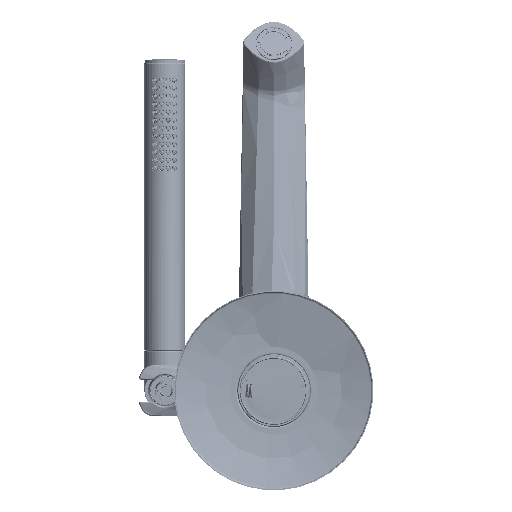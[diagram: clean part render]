
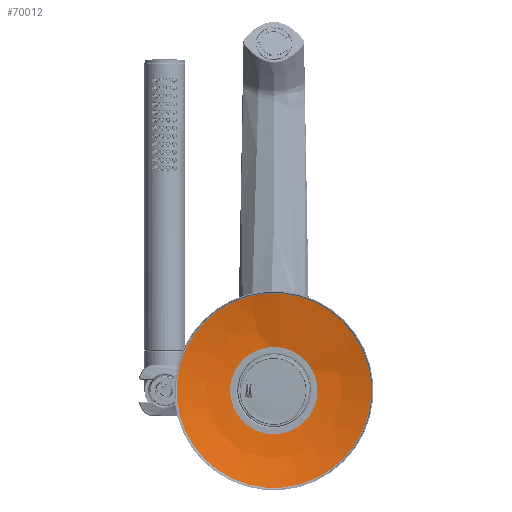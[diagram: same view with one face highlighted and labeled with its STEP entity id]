
A CAD part, front view. The second image highlights one B-rep face of the part: STEP entity #70012.
In plain terms, the highlighted free-form (B-spline) face has degree [2, 2] with [3, 9] control points.
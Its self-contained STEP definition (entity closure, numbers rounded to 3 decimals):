
#155=(
BOUNDED_SURFACE()
B_SPLINE_SURFACE(2,2,((#134243,#134244,#134245,#134246,#134247,#134248,
#134249,#134250,#134251),(#134252,#134253,#134254,#134255,#134256,#134257,
#134258,#134259,#134260),(#134261,#134262,#134263,#134264,#134265,#134266,
#134267,#134268,#134269)),.UNSPECIFIED.,.F.,.T.,.F.)
B_SPLINE_SURFACE_WITH_KNOTS((3,3),(3,2,2,2,3),(-1.563,-1.246),
(-3.142,-1.571,0.,1.571,3.142),
 .UNSPECIFIED.)
GEOMETRIC_REPRESENTATION_ITEM()
RATIONAL_B_SPLINE_SURFACE(((1.,0.707,1.,0.707,1.,
0.707,1.,0.707,1.),(0.987,0.698,
0.987,0.698,0.987,0.698,
0.987,0.698,0.987),(1.,0.707,
1.,0.707,1.,0.707,1.,0.707,1.)))
REPRESENTATION_ITEM('')
SURFACE()
);
#4463=CIRCLE('',#74425,2.63);
#4464=CIRCLE('',#74426,2.63);
#4467=CIRCLE('',#74429,5.094);
#4468=CIRCLE('',#74430,1.045);
#4469=CIRCLE('',#74431,1.045);
#8911=FACE_OUTER_BOUND('',#13075,.T.);
#13075=EDGE_LOOP('',(#46611,#46612,#46613,#46614,#46615,#46616));
#26780=VERTEX_POINT('',#134235);
#26781=VERTEX_POINT('',#134237);
#26783=VERTEX_POINT('',#134270);
#26784=VERTEX_POINT('',#134272);
#34171=EDGE_CURVE('',#26780,#26781,#4463,.T.);
#34172=EDGE_CURVE('',#26781,#26780,#4464,.T.);
#34175=EDGE_CURVE('',#26780,#26783,#4467,.T.);
#34176=EDGE_CURVE('',#26784,#26783,#4468,.T.);
#34177=EDGE_CURVE('',#26783,#26784,#4469,.T.);
#46611=ORIENTED_EDGE('',*,*,#34172,.F.);
#46612=ORIENTED_EDGE('',*,*,#34171,.F.);
#46613=ORIENTED_EDGE('',*,*,#34175,.T.);
#46614=ORIENTED_EDGE('',*,*,#34176,.F.);
#46615=ORIENTED_EDGE('',*,*,#34177,.F.);
#46616=ORIENTED_EDGE('',*,*,#34175,.F.);
#70012=ADVANCED_FACE('',(#8911),#155,.T.);
#74425=AXIS2_PLACEMENT_3D('',#134238,#83095,#83096);
#74426=AXIS2_PLACEMENT_3D('',#134239,#83097,#83098);
#74429=AXIS2_PLACEMENT_3D('',#134271,#83103,#83104);
#74430=AXIS2_PLACEMENT_3D('',#134273,#83105,#83106);
#74431=AXIS2_PLACEMENT_3D('',#134274,#83107,#83108);
#83095=DIRECTION('center_axis',(0.,1.,0.));
#83096=DIRECTION('ref_axis',(-0.967,0.,-0.256));
#83097=DIRECTION('center_axis',(0.,1.,0.));
#83098=DIRECTION('ref_axis',(-0.967,0.,-0.256));
#83103=DIRECTION('center_axis',(-0.967,0.,
-0.256));
#83104=DIRECTION('ref_axis',(-0.256,0.,0.967));
#83105=DIRECTION('center_axis',(0.,-1.,0.));
#83106=DIRECTION('ref_axis',(0.967,0.,0.256));
#83107=DIRECTION('center_axis',(0.,-1.,0.));
#83108=DIRECTION('ref_axis',(0.967,0.,0.256));
#134235=CARTESIAN_POINT('',(-0.674,1.851,2.543));
#134237=CARTESIAN_POINT('',(2.543,1.851,0.674));
#134238=CARTESIAN_POINT('Origin',(0.,1.851,
0.));
#134239=CARTESIAN_POINT('Origin',(0.,1.851,
0.));
#134243=CARTESIAN_POINT('Ctrl Pts',(-0.268,2.117,
1.011));
#134244=CARTESIAN_POINT('Ctrl Pts',(-1.278,2.117,
0.743));
#134245=CARTESIAN_POINT('Ctrl Pts',(-1.011,2.117,
-0.268));
#134246=CARTESIAN_POINT('Ctrl Pts',(-0.743,2.117,
-1.278));
#134247=CARTESIAN_POINT('Ctrl Pts',(0.268,2.117,
-1.011));
#134248=CARTESIAN_POINT('Ctrl Pts',(1.278,2.117,-0.743));
#134249=CARTESIAN_POINT('Ctrl Pts',(1.011,2.117,0.268));
#134250=CARTESIAN_POINT('Ctrl Pts',(0.743,2.117,
1.278));
#134251=CARTESIAN_POINT('Ctrl Pts',(-0.268,2.117,
1.011));
#134252=CARTESIAN_POINT('Ctrl Pts',(-0.476,2.111,
1.797));
#134253=CARTESIAN_POINT('Ctrl Pts',(-2.273,2.111,
1.321));
#134254=CARTESIAN_POINT('Ctrl Pts',(-1.797,2.111,-0.476));
#134255=CARTESIAN_POINT('Ctrl Pts',(-1.321,2.111,
-2.273));
#134256=CARTESIAN_POINT('Ctrl Pts',(0.476,2.111,
-1.797));
#134257=CARTESIAN_POINT('Ctrl Pts',(2.273,2.111,-1.321));
#134258=CARTESIAN_POINT('Ctrl Pts',(1.797,2.111,0.476));
#134259=CARTESIAN_POINT('Ctrl Pts',(1.321,2.111,2.273));
#134260=CARTESIAN_POINT('Ctrl Pts',(-0.476,2.111,
1.797));
#134261=CARTESIAN_POINT('Ctrl Pts',(-0.674,1.851,
2.543));
#134262=CARTESIAN_POINT('Ctrl Pts',(-3.216,1.851,
1.869));
#134263=CARTESIAN_POINT('Ctrl Pts',(-2.543,1.851,-0.674));
#134264=CARTESIAN_POINT('Ctrl Pts',(-1.869,1.851,
-3.216));
#134265=CARTESIAN_POINT('Ctrl Pts',(0.674,1.851,
-2.543));
#134266=CARTESIAN_POINT('Ctrl Pts',(3.216,1.851,-1.869));
#134267=CARTESIAN_POINT('Ctrl Pts',(2.543,1.851,0.674));
#134268=CARTESIAN_POINT('Ctrl Pts',(1.869,1.851,3.216));
#134269=CARTESIAN_POINT('Ctrl Pts',(-0.674,1.851,
2.543));
#134270=CARTESIAN_POINT('',(-0.268,2.117,1.011));
#134271=CARTESIAN_POINT('Origin',(-0.257,-2.977,
0.972));
#134272=CARTESIAN_POINT('',(1.011,2.117,0.268));
#134273=CARTESIAN_POINT('Origin',(0.,2.117,
0.));
#134274=CARTESIAN_POINT('Origin',(0.,2.117,
0.));
